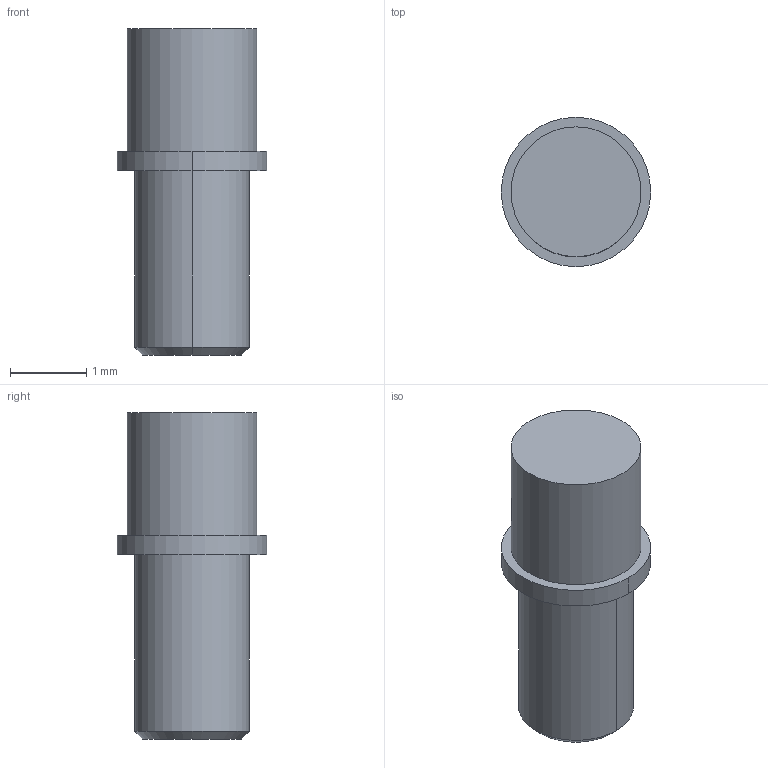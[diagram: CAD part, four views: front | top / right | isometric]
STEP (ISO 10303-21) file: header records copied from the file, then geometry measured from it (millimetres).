
FILE_DESCRIPTION(('FreeCAD Model'),'2;1');
FILE_NAME('Open CASCADE Shape Model','2022-02-24T13:09:01',('Author'),( ''),'Open CASCADE STEP processor 7.5','FreeCAD','Unknown');
FILE_SCHEMA(('AUTOMOTIVE_DESIGN { 1 0 10303 214 1 1 1 1 }'));
Length unit declared in the file: millimetre
Products named in the file (3): Unnamed2; mill-max-3305-0-15-15-47-XX-10-0; Cylinder
Assembly tree (2 placements, depth 2):
  Unnamed2
    mill-max-3305-0-15-15-47-XX-10-0
    Cylinder
Bounding box: 1.96 x 1.96 x 4.27 mm (x, y, z)
Volume: 5.1 mm3; surface area: 39.9 mm2
Topology: 2 solids, 2 shells, 13 faces, 25 edges, 16 vertices
Faces by surface type: cylinder 7, plane 4, cone 2
Full cylindrical faces by diameter (mm): 1.7 x1
Entity records: 410 total; most frequent: DIRECTION 73, CARTESIAN_POINT 57, ORIENTED_EDGE 50, AXIS2_PLACEMENT_3D 32, EDGE_CURVE 25, VERTEX_POINT 16, CIRCLE 16, FACE_BOUND 15
